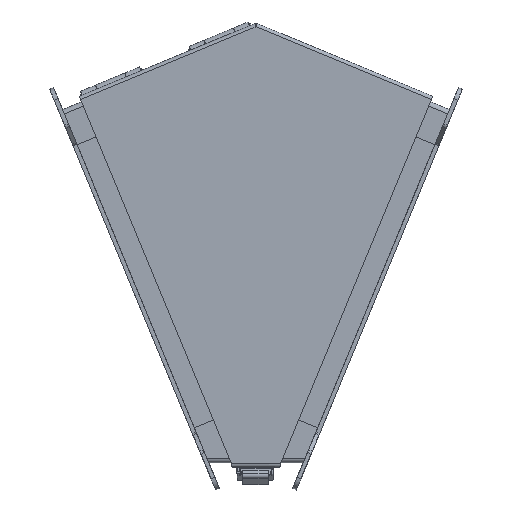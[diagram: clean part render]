
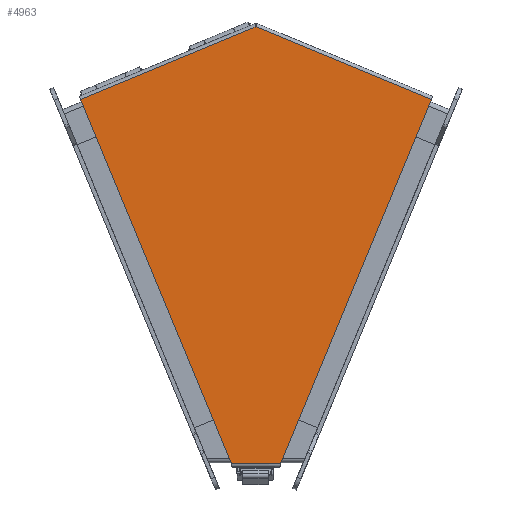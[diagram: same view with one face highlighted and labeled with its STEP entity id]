
A CAD part, front view. The second image highlights one B-rep face of the part: STEP entity #4963.
In plain terms, the highlighted planar face has unit normal (0, -1, 0).
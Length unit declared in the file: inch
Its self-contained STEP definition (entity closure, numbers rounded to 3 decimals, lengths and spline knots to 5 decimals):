
#163 = CARTESIAN_POINT ( 'NONE',  ( 5.5113, -3.172, 4.4056 ) ) ;
#590 = DIRECTION ( 'NONE',  ( 0.383, 0., -0.924 ) ) ;
#1249 = EDGE_CURVE ( 'NONE', #1464, #6321, #7284, .T. ) ;
#1464 = VERTEX_POINT ( 'NONE', #10357 ) ;
#1480 = CARTESIAN_POINT ( 'NONE',  ( -6.99989, -3.172, -7.03669 ) ) ;
#2391 = LINE ( 'NONE', #1480, #9794 ) ;
#2615 = VECTOR ( 'NONE', #7569, 39.37008 ) ;
#2776 = FACE_OUTER_BOUND ( 'NONE', #4779, .T. ) ;
#2853 = CARTESIAN_POINT ( 'NONE',  ( 0.00011, -3.172, 6.68841 ) ) ;
#2989 = CARTESIAN_POINT ( 'NONE',  ( -6.99989, -3.172, 6.80531 ) ) ;
#4572 = AXIS2_PLACEMENT_3D ( 'NONE', #2989, #8609, #9512 ) ;
#4779 = EDGE_LOOP ( 'NONE', ( #5155, #6651, #5272, #7924, #8352 ) ) ;
#4911 = CARTESIAN_POINT ( 'NONE',  ( -0.77152, -3.172, -7.03669 ) ) ;
#4963 = ADVANCED_FACE ( 'NONE', ( #2776 ), #7806, .T. ) ;
#5155 = ORIENTED_EDGE ( 'NONE', *, *, #1249, .T. ) ;
#5272 = ORIENTED_EDGE ( 'NONE', *, *, #6233, .T. ) ;
#5567 = CARTESIAN_POINT ( 'NONE',  ( -5.51108, -3.172, 4.4056 ) ) ;
#5929 = EDGE_CURVE ( 'NONE', #9592, #1464, #2391, .T. ) ;
#6119 = CARTESIAN_POINT ( 'NONE',  ( -5.51108, -3.172, 4.4056 ) ) ;
#6233 = EDGE_CURVE ( 'NONE', #7643, #9467, #8529, .T. ) ;
#6307 = EDGE_CURVE ( 'NONE', #6321, #7643, #7618, .T. ) ;
#6321 = VERTEX_POINT ( 'NONE', #163 ) ;
#6481 = CARTESIAN_POINT ( 'NONE',  ( 0.77174, -3.172, -7.03669 ) ) ;
#6568 = VECTOR ( 'NONE', #6797, 39.37008 ) ;
#6608 = CARTESIAN_POINT ( 'NONE',  ( 5.5113, -3.172, 4.4056 ) ) ;
#6619 = DIRECTION ( 'NONE',  ( 1., 0., 0. ) ) ;
#6651 = ORIENTED_EDGE ( 'NONE', *, *, #6307, .T. ) ;
#6797 = DIRECTION ( 'NONE',  ( 0.383, 0., 0.924 ) ) ;
#7284 = LINE ( 'NONE', #6481, #6568 ) ;
#7569 = DIRECTION ( 'NONE',  ( -0.924, 0., 0.383 ) ) ;
#7618 = LINE ( 'NONE', #6608, #2615 ) ;
#7643 = VERTEX_POINT ( 'NONE', #9151 ) ;
#7775 = LINE ( 'NONE', #6119, #10590 ) ;
#7806 = PLANE ( 'NONE',  #4572 ) ;
#7924 = ORIENTED_EDGE ( 'NONE', *, *, #8638, .T. ) ;
#8352 = ORIENTED_EDGE ( 'NONE', *, *, #5929, .T. ) ;
#8529 = LINE ( 'NONE', #2853, #8775 ) ;
#8609 = DIRECTION ( 'NONE',  ( 0., -1., 0. ) ) ;
#8638 = EDGE_CURVE ( 'NONE', #9467, #9592, #7775, .T. ) ;
#8775 = VECTOR ( 'NONE', #9542, 39.37008 ) ;
#9151 = CARTESIAN_POINT ( 'NONE',  ( 0.00011, -3.172, 6.68841 ) ) ;
#9467 = VERTEX_POINT ( 'NONE', #5567 ) ;
#9512 = DIRECTION ( 'NONE',  ( 0., 0., -1. ) ) ;
#9542 = DIRECTION ( 'NONE',  ( -0.924, 0., -0.383 ) ) ;
#9592 = VERTEX_POINT ( 'NONE', #4911 ) ;
#9794 = VECTOR ( 'NONE', #6619, 39.37008 ) ;
#10357 = CARTESIAN_POINT ( 'NONE',  ( 0.77174, -3.172, -7.03669 ) ) ;
#10590 = VECTOR ( 'NONE', #590, 39.37008 ) ;
